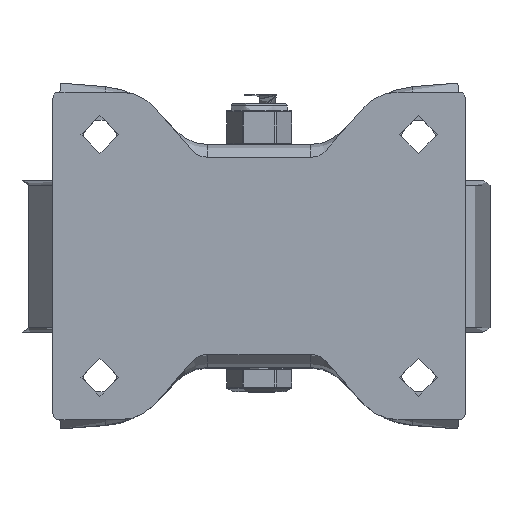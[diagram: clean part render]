
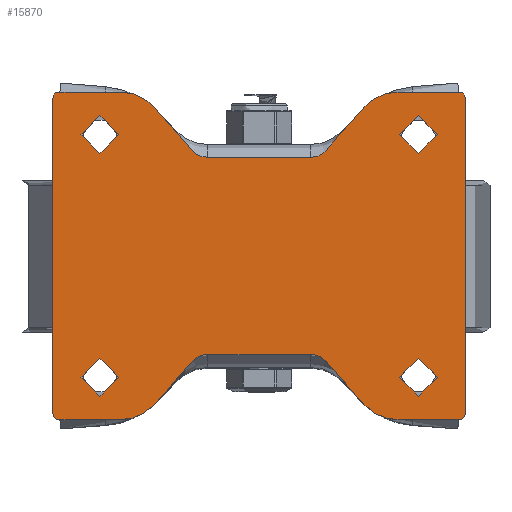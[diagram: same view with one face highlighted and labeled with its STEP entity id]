
A CAD part, top view. The second image highlights one B-rep face of the part: STEP entity #15870.
In plain terms, the highlighted planar face has unit normal (0, 0, 1).
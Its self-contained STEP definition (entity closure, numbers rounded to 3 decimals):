
#711=FACE_BOUND('',#3624,.T.);
#712=FACE_BOUND('',#3625,.T.);
#713=FACE_BOUND('',#3626,.T.);
#714=FACE_BOUND('',#3627,.T.);
#1027=PLANE('',#17950);
#2520=FACE_OUTER_BOUND('',#3623,.T.);
#3623=EDGE_LOOP('',(#14599,#14600,#14601,#14602,#14603,#14604,#14605,#14606,
#14607,#14608,#14609,#14610,#14611,#14612,#14613,#14614,#14615,#14616,#14617,
#14618,#14619,#14620,#14621,#14622));
#3624=EDGE_LOOP('',(#14623));
#3625=EDGE_LOOP('',(#14624));
#3626=EDGE_LOOP('',(#14625));
#3627=EDGE_LOOP('',(#14626));
#4389=LINE('',#73227,#5186);
#4393=LINE('',#73236,#5190);
#4396=LINE('',#73244,#5193);
#4399=LINE('',#73252,#5196);
#4402=LINE('',#73260,#5199);
#4405=LINE('',#73268,#5202);
#4408=LINE('',#73276,#5205);
#4411=LINE('',#73284,#5208);
#4414=LINE('',#73292,#5211);
#4417=LINE('',#73300,#5214);
#4420=LINE('',#73308,#5217);
#4423=LINE('',#73316,#5220);
#5186=VECTOR('',#22445,1000.);
#5190=VECTOR('',#22455,1000.);
#5193=VECTOR('',#22464,1000.);
#5196=VECTOR('',#22473,1000.);
#5199=VECTOR('',#22482,1000.);
#5202=VECTOR('',#22491,1000.);
#5205=VECTOR('',#22500,1000.);
#5208=VECTOR('',#22509,1000.);
#5211=VECTOR('',#22518,1000.);
#5214=VECTOR('',#22527,1000.);
#5217=VECTOR('',#22536,1000.);
#5220=VECTOR('',#22545,1000.);
#6061=CIRCLE('',#17580,6.25);
#6063=CIRCLE('',#17583,6.25);
#6065=CIRCLE('',#17586,6.25);
#6067=CIRCLE('',#17589,6.25);
#6242=CIRCLE('',#17916,15.);
#6243=CIRCLE('',#17919,6.);
#6244=CIRCLE('',#17922,6.);
#6245=CIRCLE('',#17925,15.);
#6246=CIRCLE('',#17928,2.);
#6247=CIRCLE('',#17931,2.);
#6248=CIRCLE('',#17934,15.);
#6249=CIRCLE('',#17937,6.655);
#6250=CIRCLE('',#17940,6.);
#6251=CIRCLE('',#17943,15.);
#6252=CIRCLE('',#17946,2.);
#6253=CIRCLE('',#17949,2.);
#7397=VERTEX_POINT('',#72325);
#7399=VERTEX_POINT('',#72331);
#7401=VERTEX_POINT('',#72337);
#7403=VERTEX_POINT('',#72343);
#7700=VERTEX_POINT('',#73225);
#7701=VERTEX_POINT('',#73226);
#7702=VERTEX_POINT('',#73231);
#7703=VERTEX_POINT('',#73235);
#7704=VERTEX_POINT('',#73239);
#7705=VERTEX_POINT('',#73243);
#7706=VERTEX_POINT('',#73247);
#7707=VERTEX_POINT('',#73251);
#7708=VERTEX_POINT('',#73255);
#7709=VERTEX_POINT('',#73259);
#7710=VERTEX_POINT('',#73263);
#7711=VERTEX_POINT('',#73267);
#7712=VERTEX_POINT('',#73271);
#7713=VERTEX_POINT('',#73275);
#7714=VERTEX_POINT('',#73279);
#7715=VERTEX_POINT('',#73283);
#7716=VERTEX_POINT('',#73287);
#7717=VERTEX_POINT('',#73291);
#7718=VERTEX_POINT('',#73295);
#7719=VERTEX_POINT('',#73299);
#7720=VERTEX_POINT('',#73303);
#7721=VERTEX_POINT('',#73307);
#7722=VERTEX_POINT('',#73311);
#7723=VERTEX_POINT('',#73315);
#9535=EDGE_CURVE('',#7397,#7397,#6061,.T.);
#9538=EDGE_CURVE('',#7399,#7399,#6063,.T.);
#9541=EDGE_CURVE('',#7401,#7401,#6065,.T.);
#9544=EDGE_CURVE('',#7403,#7403,#6067,.T.);
#9977=EDGE_CURVE('',#7700,#7701,#4389,.T.);
#9980=EDGE_CURVE('',#7701,#7702,#6242,.T.);
#9982=EDGE_CURVE('',#7702,#7703,#4393,.T.);
#9984=EDGE_CURVE('',#7703,#7704,#6243,.T.);
#9986=EDGE_CURVE('',#7704,#7705,#4396,.T.);
#9988=EDGE_CURVE('',#7705,#7706,#6244,.T.);
#9990=EDGE_CURVE('',#7706,#7707,#4399,.T.);
#9992=EDGE_CURVE('',#7707,#7708,#6245,.T.);
#9994=EDGE_CURVE('',#7708,#7709,#4402,.T.);
#9996=EDGE_CURVE('',#7709,#7710,#6246,.T.);
#9998=EDGE_CURVE('',#7710,#7711,#4405,.T.);
#10000=EDGE_CURVE('',#7711,#7712,#6247,.T.);
#10002=EDGE_CURVE('',#7712,#7713,#4408,.T.);
#10004=EDGE_CURVE('',#7713,#7714,#6248,.T.);
#10006=EDGE_CURVE('',#7714,#7715,#4411,.T.);
#10008=EDGE_CURVE('',#7715,#7716,#6249,.T.);
#10010=EDGE_CURVE('',#7716,#7717,#4414,.T.);
#10012=EDGE_CURVE('',#7717,#7718,#6250,.T.);
#10014=EDGE_CURVE('',#7718,#7719,#4417,.T.);
#10016=EDGE_CURVE('',#7719,#7720,#6251,.T.);
#10018=EDGE_CURVE('',#7720,#7721,#4420,.T.);
#10020=EDGE_CURVE('',#7721,#7722,#6252,.T.);
#10022=EDGE_CURVE('',#7722,#7723,#4423,.T.);
#10024=EDGE_CURVE('',#7723,#7700,#6253,.T.);
#14599=ORIENTED_EDGE('',*,*,#9977,.F.);
#14600=ORIENTED_EDGE('',*,*,#10024,.F.);
#14601=ORIENTED_EDGE('',*,*,#10022,.F.);
#14602=ORIENTED_EDGE('',*,*,#10020,.F.);
#14603=ORIENTED_EDGE('',*,*,#10018,.F.);
#14604=ORIENTED_EDGE('',*,*,#10016,.F.);
#14605=ORIENTED_EDGE('',*,*,#10014,.F.);
#14606=ORIENTED_EDGE('',*,*,#10012,.F.);
#14607=ORIENTED_EDGE('',*,*,#10010,.F.);
#14608=ORIENTED_EDGE('',*,*,#10008,.F.);
#14609=ORIENTED_EDGE('',*,*,#10006,.F.);
#14610=ORIENTED_EDGE('',*,*,#10004,.F.);
#14611=ORIENTED_EDGE('',*,*,#10002,.F.);
#14612=ORIENTED_EDGE('',*,*,#10000,.F.);
#14613=ORIENTED_EDGE('',*,*,#9998,.F.);
#14614=ORIENTED_EDGE('',*,*,#9996,.F.);
#14615=ORIENTED_EDGE('',*,*,#9994,.F.);
#14616=ORIENTED_EDGE('',*,*,#9992,.F.);
#14617=ORIENTED_EDGE('',*,*,#9990,.F.);
#14618=ORIENTED_EDGE('',*,*,#9988,.F.);
#14619=ORIENTED_EDGE('',*,*,#9986,.F.);
#14620=ORIENTED_EDGE('',*,*,#9984,.F.);
#14621=ORIENTED_EDGE('',*,*,#9982,.F.);
#14622=ORIENTED_EDGE('',*,*,#9980,.F.);
#14623=ORIENTED_EDGE('',*,*,#9535,.F.);
#14624=ORIENTED_EDGE('',*,*,#9538,.F.);
#14625=ORIENTED_EDGE('',*,*,#9541,.F.);
#14626=ORIENTED_EDGE('',*,*,#9544,.F.);
#15870=ADVANCED_FACE('',(#2520,#711,#712,#713,#714),#1027,.T.);
#17580=AXIS2_PLACEMENT_3D('',#72327,#21514,#21515);
#17583=AXIS2_PLACEMENT_3D('',#72333,#21521,#21522);
#17586=AXIS2_PLACEMENT_3D('',#72339,#21528,#21529);
#17589=AXIS2_PLACEMENT_3D('',#72345,#21535,#21536);
#17916=AXIS2_PLACEMENT_3D('',#73232,#22450,#22451);
#17919=AXIS2_PLACEMENT_3D('',#73240,#22459,#22460);
#17922=AXIS2_PLACEMENT_3D('',#73248,#22468,#22469);
#17925=AXIS2_PLACEMENT_3D('',#73256,#22477,#22478);
#17928=AXIS2_PLACEMENT_3D('',#73264,#22486,#22487);
#17931=AXIS2_PLACEMENT_3D('',#73272,#22495,#22496);
#17934=AXIS2_PLACEMENT_3D('',#73280,#22504,#22505);
#17937=AXIS2_PLACEMENT_3D('',#73288,#22513,#22514);
#17940=AXIS2_PLACEMENT_3D('',#73296,#22522,#22523);
#17943=AXIS2_PLACEMENT_3D('',#73304,#22531,#22532);
#17946=AXIS2_PLACEMENT_3D('',#73312,#22540,#22541);
#17949=AXIS2_PLACEMENT_3D('',#73319,#22549,#22550);
#17950=AXIS2_PLACEMENT_3D('',#73320,#22551,#22552);
#21514=DIRECTION('center_axis',(0.,0.,1.));
#21515=DIRECTION('ref_axis',(1.,0.,0.));
#21521=DIRECTION('center_axis',(0.,0.,1.));
#21522=DIRECTION('ref_axis',(1.,0.,0.));
#21528=DIRECTION('center_axis',(0.,0.,1.));
#21529=DIRECTION('ref_axis',(1.,0.,0.));
#21535=DIRECTION('center_axis',(0.,0.,1.));
#21536=DIRECTION('ref_axis',(1.,0.,0.));
#22445=DIRECTION('',(-1.,0.,0.));
#22450=DIRECTION('center_axis',(0.,0.,-1.));
#22451=DIRECTION('ref_axis',(-0.749,-0.662,0.));
#22455=DIRECTION('',(-0.662,0.749,0.));
#22459=DIRECTION('center_axis',(0.,0.,1.));
#22460=DIRECTION('ref_axis',(0.749,0.662,0.));
#22464=DIRECTION('',(-1.,0.,0.));
#22468=DIRECTION('center_axis',(0.,0.,1.));
#22469=DIRECTION('ref_axis',(-0.749,0.662,0.));
#22473=DIRECTION('',(-0.662,-0.749,0.));
#22477=DIRECTION('center_axis',(0.,0.,-1.));
#22478=DIRECTION('ref_axis',(0.,-1.,0.));
#22482=DIRECTION('',(-1.,0.,0.));
#22486=DIRECTION('center_axis',(0.,0.,-1.));
#22487=DIRECTION('ref_axis',(-1.,0.,0.));
#22491=DIRECTION('',(0.,1.,0.));
#22495=DIRECTION('center_axis',(0.,0.,-1.));
#22496=DIRECTION('ref_axis',(-1.,0.,0.));
#22500=DIRECTION('',(1.,0.,0.));
#22504=DIRECTION('center_axis',(0.,0.,-1.));
#22505=DIRECTION('ref_axis',(0.,1.,0.));
#22509=DIRECTION('',(0.662,-0.749,0.));
#22513=DIRECTION('center_axis',(0.,0.,1.));
#22514=DIRECTION('ref_axis',(-0.749,-0.662,0.));
#22518=DIRECTION('',(1.,0.,0.));
#22522=DIRECTION('center_axis',(0.,0.,1.));
#22523=DIRECTION('ref_axis',(0.749,-0.662,0.));
#22527=DIRECTION('',(0.662,0.749,0.));
#22531=DIRECTION('center_axis',(0.,0.,-1.));
#22532=DIRECTION('ref_axis',(0.,1.,0.));
#22536=DIRECTION('',(1.,0.,0.));
#22540=DIRECTION('center_axis',(0.,0.,-1.));
#22541=DIRECTION('ref_axis',(0.,1.,0.));
#22545=DIRECTION('',(0.,-1.,0.));
#22549=DIRECTION('center_axis',(0.,0.,-1.));
#22550=DIRECTION('ref_axis',(1.,0.,0.));
#22551=DIRECTION('center_axis',(0.,0.,1.));
#22552=DIRECTION('ref_axis',(1.,0.,0.));
#72325=CARTESIAN_POINT('',(-58.75,-40.,14.));
#72327=CARTESIAN_POINT('Origin',(-52.5,-40.,14.));
#72331=CARTESIAN_POINT('',(46.25,-40.,14.));
#72333=CARTESIAN_POINT('Origin',(52.5,-40.,14.));
#72337=CARTESIAN_POINT('',(46.25,40.,14.));
#72339=CARTESIAN_POINT('Origin',(52.5,40.,14.));
#72343=CARTESIAN_POINT('',(-58.75,40.,14.));
#72345=CARTESIAN_POINT('Origin',(-52.5,40.,14.));
#73225=CARTESIAN_POINT('',(66.,-54.,14.));
#73226=CARTESIAN_POINT('',(45.762,-54.,14.));
#73227=CARTESIAN_POINT('',(66.,-54.,14.));
#73231=CARTESIAN_POINT('',(34.522,-48.933,14.));
#73232=CARTESIAN_POINT('Origin',(45.762,-39.,14.));
#73235=CARTESIAN_POINT('',(21.791,-34.527,14.));
#73236=CARTESIAN_POINT('',(21.791,-34.527,14.));
#73239=CARTESIAN_POINT('',(17.295,-32.5,14.));
#73240=CARTESIAN_POINT('Origin',(17.295,-38.5,14.));
#73243=CARTESIAN_POINT('',(-17.295,-32.5,14.));
#73244=CARTESIAN_POINT('',(-17.,-32.5,14.));
#73247=CARTESIAN_POINT('',(-21.791,-34.527,14.));
#73248=CARTESIAN_POINT('Origin',(-17.295,-38.5,14.));
#73251=CARTESIAN_POINT('',(-34.522,-48.933,14.));
#73252=CARTESIAN_POINT('',(-21.791,-34.527,14.));
#73255=CARTESIAN_POINT('',(-45.762,-54.,14.));
#73256=CARTESIAN_POINT('Origin',(-45.762,-39.,14.));
#73259=CARTESIAN_POINT('',(-66.,-54.,14.));
#73260=CARTESIAN_POINT('',(-66.,-54.,14.));
#73263=CARTESIAN_POINT('',(-68.,-52.,14.));
#73264=CARTESIAN_POINT('Origin',(-66.,-52.,14.));
#73267=CARTESIAN_POINT('',(-68.,52.,14.));
#73268=CARTESIAN_POINT('',(-68.,52.,14.));
#73271=CARTESIAN_POINT('',(-66.,54.,14.));
#73272=CARTESIAN_POINT('Origin',(-66.,52.,14.));
#73275=CARTESIAN_POINT('',(-45.762,54.,14.));
#73276=CARTESIAN_POINT('',(-66.,54.,14.));
#73279=CARTESIAN_POINT('',(-34.522,48.933,14.));
#73280=CARTESIAN_POINT('Origin',(-45.762,39.,14.));
#73283=CARTESIAN_POINT('',(-21.987,34.748,14.));
#73284=CARTESIAN_POINT('',(-21.987,34.748,14.));
#73287=CARTESIAN_POINT('',(-17.,32.5,14.));
#73288=CARTESIAN_POINT('Origin',(-17.,39.155,14.));
#73291=CARTESIAN_POINT('',(17.295,32.5,14.));
#73292=CARTESIAN_POINT('',(17.,32.5,14.));
#73295=CARTESIAN_POINT('',(21.791,34.527,14.));
#73296=CARTESIAN_POINT('Origin',(17.295,38.5,14.));
#73299=CARTESIAN_POINT('',(34.522,48.933,14.));
#73300=CARTESIAN_POINT('',(21.791,34.527,14.));
#73303=CARTESIAN_POINT('',(45.762,54.,14.));
#73304=CARTESIAN_POINT('Origin',(45.762,39.,14.));
#73307=CARTESIAN_POINT('',(66.,54.,14.));
#73308=CARTESIAN_POINT('',(66.,54.,14.));
#73311=CARTESIAN_POINT('',(68.,52.,14.));
#73312=CARTESIAN_POINT('Origin',(66.,52.,14.));
#73315=CARTESIAN_POINT('',(68.,-52.,14.));
#73316=CARTESIAN_POINT('',(68.,-52.,14.));
#73319=CARTESIAN_POINT('Origin',(66.,-52.,14.));
#73320=CARTESIAN_POINT('Origin',(0.,0.,14.));
